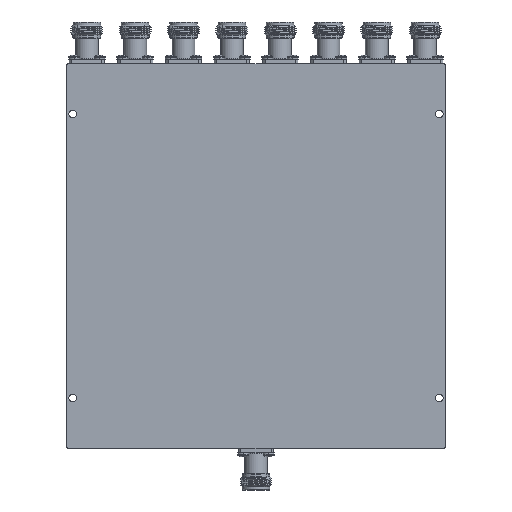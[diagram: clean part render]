
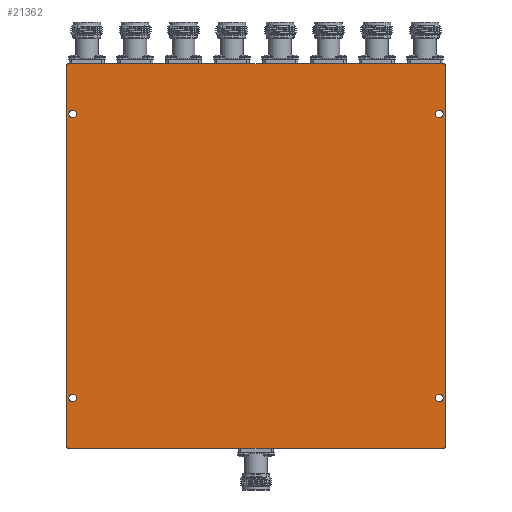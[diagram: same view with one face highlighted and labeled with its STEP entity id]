
A CAD part, front view. The second image highlights one B-rep face of the part: STEP entity #21362.
In plain terms, the highlighted planar face has unit normal (0, -1, 0).
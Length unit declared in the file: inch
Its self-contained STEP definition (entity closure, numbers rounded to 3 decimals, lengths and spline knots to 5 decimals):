
#62 = CARTESIAN_POINT ( 'NONE',  ( 3.70079, -0.3937, -3.72047 ) ) ;
#624 = DIRECTION ( 'NONE',  ( 0., 0., 1. ) ) ;
#720 = CARTESIAN_POINT ( 'NONE',  ( 3.66142, -0.3937, -3.72047 ) ) ;
#924 = DIRECTION ( 'NONE',  ( 0., 0., 1. ) ) ;
#2357 = EDGE_CURVE ( 'NONE', #21693, #3489, #62716, .T. ) ;
#2684 = ORIENTED_EDGE ( 'NONE', *, *, #38536, .T. ) ;
#2818 = CARTESIAN_POINT ( 'NONE',  ( 3.70079, -0.3937, 3.72047 ) ) ;
#2849 = AXIS2_PLACEMENT_3D ( 'NONE', #22541, #48723, #42958 ) ;
#3196 = EDGE_CURVE ( 'NONE', #10957, #25824, #8516, .T. ) ;
#3489 = VERTEX_POINT ( 'NONE', #30544 ) ;
#4314 = ORIENTED_EDGE ( 'NONE', *, *, #26035, .F. ) ;
#4471 = AXIS2_PLACEMENT_3D ( 'NONE', #58410, #37671, #46522 ) ;
#4848 = CARTESIAN_POINT ( 'NONE',  ( 3.58268, -0.3937, -2.77559 ) ) ;
#4942 = DIRECTION ( 'NONE',  ( 0., 1., 0. ) ) ;
#4957 = CARTESIAN_POINT ( 'NONE',  ( -3.66142, -0.3937, -3.75984 ) ) ;
#4992 = CIRCLE ( 'NONE', #62388, 0.03937 ) ;
#5022 = CARTESIAN_POINT ( 'NONE',  ( -3.66142, -0.3937, -3.72047 ) ) ;
#5076 = DIRECTION ( 'NONE',  ( 0., 0., -1. ) ) ;
#5341 = CARTESIAN_POINT ( 'NONE',  ( 3.58268, -0.3937, 2.77559 ) ) ;
#5633 = CARTESIAN_POINT ( 'NONE',  ( -3.58268, -0.3937, 2.85039 ) ) ;
#5728 = FACE_BOUND ( 'NONE', #58007, .T. ) ;
#6253 = EDGE_CURVE ( 'NONE', #3489, #21693, #48768, .T. ) ;
#6288 = DIRECTION ( 'NONE',  ( 0., 1., 0. ) ) ;
#7522 = DIRECTION ( 'NONE',  ( 0., 0., 1. ) ) ;
#7897 = CARTESIAN_POINT ( 'NONE',  ( -3.66142, -0.3937, 3.75984 ) ) ;
#8516 = CIRCLE ( 'NONE', #39939, 0.0748 ) ;
#8568 = CIRCLE ( 'NONE', #55240, 0.03937 ) ;
#9652 = EDGE_CURVE ( 'NONE', #34058, #31335, #56791, .T. ) ;
#10957 = VERTEX_POINT ( 'NONE', #48175 ) ;
#12399 = DIRECTION ( 'NONE',  ( -1., 0., 0. ) ) ;
#12533 = CIRCLE ( 'NONE', #48350, 0.0748 ) ;
#14614 = EDGE_CURVE ( 'NONE', #41694, #62595, #39146, .T. ) ;
#15048 = CARTESIAN_POINT ( 'NONE',  ( 3.66142, -0.3937, -3.75984 ) ) ;
#16453 = CARTESIAN_POINT ( 'NONE',  ( -3.66142, -0.3937, 3.72047 ) ) ;
#17164 = LINE ( 'NONE', #28046, #55930 ) ;
#18025 = DIRECTION ( 'NONE',  ( 0., 1., 0. ) ) ;
#19037 = AXIS2_PLACEMENT_3D ( 'NONE', #35748, #56463, #30648 ) ;
#19774 = AXIS2_PLACEMENT_3D ( 'NONE', #5022, #20298, #34944 ) ;
#20298 = DIRECTION ( 'NONE',  ( 0., 1., 0. ) ) ;
#20998 = PLANE ( 'NONE',  #41679 ) ;
#21004 = CARTESIAN_POINT ( 'NONE',  ( -3.70079, -0.3937, 3.72047 ) ) ;
#21224 = CARTESIAN_POINT ( 'NONE',  ( 3.58268, -0.3937, 2.77559 ) ) ;
#21354 = FACE_OUTER_BOUND ( 'NONE', #38055, .T. ) ;
#21362 = ADVANCED_FACE ( 'NONE', ( #52302, #5728, #21354, #42095, #62856 ), #20998, .T. ) ;
#21693 = VERTEX_POINT ( 'NONE', #46378 ) ;
#22541 = CARTESIAN_POINT ( 'NONE',  ( -3.58268, -0.3937, 2.77559 ) ) ;
#24103 = VERTEX_POINT ( 'NONE', #4957 ) ;
#24620 = AXIS2_PLACEMENT_3D ( 'NONE', #4848, #52093, #7522 ) ;
#25692 = CIRCLE ( 'NONE', #24620, 0.0748 ) ;
#25824 = VERTEX_POINT ( 'NONE', #5633 ) ;
#26035 = EDGE_CURVE ( 'NONE', #41290, #24103, #17164, .T. ) ;
#26419 = DIRECTION ( 'NONE',  ( 0., 1., 0. ) ) ;
#26537 = ORIENTED_EDGE ( 'NONE', *, *, #2357, .T. ) ;
#27435 = EDGE_CURVE ( 'NONE', #28330, #41290, #4992, .T. ) ;
#28046 = CARTESIAN_POINT ( 'NONE',  ( -3.66142, -0.3937, -3.75984 ) ) ;
#28330 = VERTEX_POINT ( 'NONE', #62 ) ;
#28634 = DIRECTION ( 'NONE',  ( 1., 0., 0. ) ) ;
#30202 = EDGE_CURVE ( 'NONE', #50283, #40572, #46174, .T. ) ;
#30544 = CARTESIAN_POINT ( 'NONE',  ( -3.58268, -0.3937, -2.70079 ) ) ;
#30648 = DIRECTION ( 'NONE',  ( 0., 0., 1. ) ) ;
#30942 = CARTESIAN_POINT ( 'NONE',  ( 3.66142, -0.3937, 3.75984 ) ) ;
#31126 = DIRECTION ( 'NONE',  ( 0., 0., 1. ) ) ;
#31335 = VERTEX_POINT ( 'NONE', #21004 ) ;
#32630 = DIRECTION ( 'NONE',  ( 0., 0., 1. ) ) ;
#33349 = DIRECTION ( 'NONE',  ( 0., 0., 1. ) ) ;
#33908 = EDGE_LOOP ( 'NONE', ( #60659, #37842 ) ) ;
#34058 = VERTEX_POINT ( 'NONE', #51797 ) ;
#34892 = VERTEX_POINT ( 'NONE', #64454 ) ;
#34944 = DIRECTION ( 'NONE',  ( 0., 0., 1. ) ) ;
#35263 = VECTOR ( 'NONE', #41493, 39.37008 ) ;
#35748 = CARTESIAN_POINT ( 'NONE',  ( 3.58268, -0.3937, -2.77559 ) ) ;
#37234 = ORIENTED_EDGE ( 'NONE', *, *, #39922, .F. ) ;
#37281 = CARTESIAN_POINT ( 'NONE',  ( -3.58268, -0.3937, -2.77559 ) ) ;
#37577 = ORIENTED_EDGE ( 'NONE', *, *, #64374, .F. ) ;
#37671 = DIRECTION ( 'NONE',  ( 0., 1., 0. ) ) ;
#37842 = ORIENTED_EDGE ( 'NONE', *, *, #53654, .T. ) ;
#38055 = EDGE_LOOP ( 'NONE', ( #64933, #46940, #37234, #4314, #41340, #37577, #64868, #58506 ) ) ;
#38095 = CARTESIAN_POINT ( 'NONE',  ( 3.70079, -0.3937, 3.72047 ) ) ;
#38536 = EDGE_CURVE ( 'NONE', #47879, #40983, #62108, .T. ) ;
#39146 = CIRCLE ( 'NONE', #4471, 0.03937 ) ;
#39922 = EDGE_CURVE ( 'NONE', #24103, #34058, #43660, .T. ) ;
#39939 = AXIS2_PLACEMENT_3D ( 'NONE', #53674, #43802, #32630 ) ;
#40572 = VERTEX_POINT ( 'NONE', #41042 ) ;
#40983 = VERTEX_POINT ( 'NONE', #57269 ) ;
#41042 = CARTESIAN_POINT ( 'NONE',  ( 3.58268, -0.3937, -2.70079 ) ) ;
#41094 = CARTESIAN_POINT ( 'NONE',  ( -3.66142, -0.3937, 3.72047 ) ) ;
#41290 = VERTEX_POINT ( 'NONE', #15048 ) ;
#41340 = ORIENTED_EDGE ( 'NONE', *, *, #27435, .F. ) ;
#41493 = DIRECTION ( 'NONE',  ( 0., 0., 1. ) ) ;
#41679 = AXIS2_PLACEMENT_3D ( 'NONE', #41094, #42428, #5076 ) ;
#41694 = VERTEX_POINT ( 'NONE', #30942 ) ;
#42030 = DIRECTION ( 'NONE',  ( 0., 1., 0. ) ) ;
#42095 = FACE_BOUND ( 'NONE', #33908, .T. ) ;
#42155 = DIRECTION ( 'NONE',  ( 0., 1., 0. ) ) ;
#42428 = DIRECTION ( 'NONE',  ( 0., -1., 0. ) ) ;
#42958 = DIRECTION ( 'NONE',  ( 0., 0., 1. ) ) ;
#43201 = AXIS2_PLACEMENT_3D ( 'NONE', #37281, #26419, #624 ) ;
#43660 = CIRCLE ( 'NONE', #19774, 0.03937 ) ;
#43802 = DIRECTION ( 'NONE',  ( 0., 1., 0. ) ) ;
#46007 = CARTESIAN_POINT ( 'NONE',  ( 3.58268, -0.3937, 2.70079 ) ) ;
#46105 = EDGE_LOOP ( 'NONE', ( #61331, #48372 ) ) ;
#46174 = CIRCLE ( 'NONE', #19037, 0.0748 ) ;
#46378 = CARTESIAN_POINT ( 'NONE',  ( -3.58268, -0.3937, -2.85039 ) ) ;
#46522 = DIRECTION ( 'NONE',  ( 0., 0., 1. ) ) ;
#46565 = EDGE_LOOP ( 'NONE', ( #2684, #66634 ) ) ;
#46940 = ORIENTED_EDGE ( 'NONE', *, *, #9652, .F. ) ;
#47879 = VERTEX_POINT ( 'NONE', #46007 ) ;
#48175 = CARTESIAN_POINT ( 'NONE',  ( -3.58268, -0.3937, 2.70079 ) ) ;
#48324 = VECTOR ( 'NONE', #63631, 39.37008 ) ;
#48350 = AXIS2_PLACEMENT_3D ( 'NONE', #21224, #6288, #31126 ) ;
#48372 = ORIENTED_EDGE ( 'NONE', *, *, #52395, .T. ) ;
#48723 = DIRECTION ( 'NONE',  ( 0., 1., 0. ) ) ;
#48768 = CIRCLE ( 'NONE', #67281, 0.0748 ) ;
#50283 = VERTEX_POINT ( 'NONE', #56263 ) ;
#51314 = EDGE_CURVE ( 'NONE', #40983, #47879, #12533, .T. ) ;
#51491 = VECTOR ( 'NONE', #28634, 39.37008 ) ;
#51511 = DIRECTION ( 'NONE',  ( 0., 0., -1. ) ) ;
#51797 = CARTESIAN_POINT ( 'NONE',  ( -3.70079, -0.3937, -3.72047 ) ) ;
#52093 = DIRECTION ( 'NONE',  ( 0., 1., 0. ) ) ;
#52302 = FACE_BOUND ( 'NONE', #46565, .T. ) ;
#52395 = EDGE_CURVE ( 'NONE', #25824, #10957, #64727, .T. ) ;
#53462 = ORIENTED_EDGE ( 'NONE', *, *, #6253, .T. ) ;
#53654 = EDGE_CURVE ( 'NONE', #40572, #50283, #25692, .T. ) ;
#53674 = CARTESIAN_POINT ( 'NONE',  ( -3.58268, -0.3937, 2.77559 ) ) ;
#55240 = AXIS2_PLACEMENT_3D ( 'NONE', #16453, #4942, #51511 ) ;
#55408 = CARTESIAN_POINT ( 'NONE',  ( -3.58268, -0.3937, -2.77559 ) ) ;
#55930 = VECTOR ( 'NONE', #12399, 39.37008 ) ;
#56263 = CARTESIAN_POINT ( 'NONE',  ( 3.58268, -0.3937, -2.85039 ) ) ;
#56463 = DIRECTION ( 'NONE',  ( 0., 1., 0. ) ) ;
#56791 = LINE ( 'NONE', #61237, #35263 ) ;
#57269 = CARTESIAN_POINT ( 'NONE',  ( 3.58268, -0.3937, 2.85039 ) ) ;
#58007 = EDGE_LOOP ( 'NONE', ( #26537, #53462 ) ) ;
#58213 = EDGE_CURVE ( 'NONE', #31335, #34892, #8568, .T. ) ;
#58410 = CARTESIAN_POINT ( 'NONE',  ( 3.66142, -0.3937, 3.72047 ) ) ;
#58506 = ORIENTED_EDGE ( 'NONE', *, *, #62571, .F. ) ;
#60659 = ORIENTED_EDGE ( 'NONE', *, *, #30202, .T. ) ;
#61237 = CARTESIAN_POINT ( 'NONE',  ( -3.70079, -0.3937, 3.72047 ) ) ;
#61331 = ORIENTED_EDGE ( 'NONE', *, *, #3196, .T. ) ;
#62108 = CIRCLE ( 'NONE', #65393, 0.0748 ) ;
#62219 = DIRECTION ( 'NONE',  ( 0., 0., -1. ) ) ;
#62388 = AXIS2_PLACEMENT_3D ( 'NONE', #720, #42155, #62219 ) ;
#62571 = EDGE_CURVE ( 'NONE', #34892, #41694, #65032, .T. ) ;
#62595 = VERTEX_POINT ( 'NONE', #2818 ) ;
#62716 = CIRCLE ( 'NONE', #43201, 0.0748 ) ;
#62856 = FACE_BOUND ( 'NONE', #46105, .T. ) ;
#63275 = LINE ( 'NONE', #38095, #48324 ) ;
#63631 = DIRECTION ( 'NONE',  ( 0., 0., -1. ) ) ;
#64374 = EDGE_CURVE ( 'NONE', #62595, #28330, #63275, .T. ) ;
#64454 = CARTESIAN_POINT ( 'NONE',  ( -3.66142, -0.3937, 3.75984 ) ) ;
#64727 = CIRCLE ( 'NONE', #2849, 0.0748 ) ;
#64868 = ORIENTED_EDGE ( 'NONE', *, *, #14614, .F. ) ;
#64933 = ORIENTED_EDGE ( 'NONE', *, *, #58213, .F. ) ;
#65032 = LINE ( 'NONE', #7897, #51491 ) ;
#65393 = AXIS2_PLACEMENT_3D ( 'NONE', #5341, #42030, #924 ) ;
#66634 = ORIENTED_EDGE ( 'NONE', *, *, #51314, .T. ) ;
#67281 = AXIS2_PLACEMENT_3D ( 'NONE', #55408, #18025, #33349 ) ;
